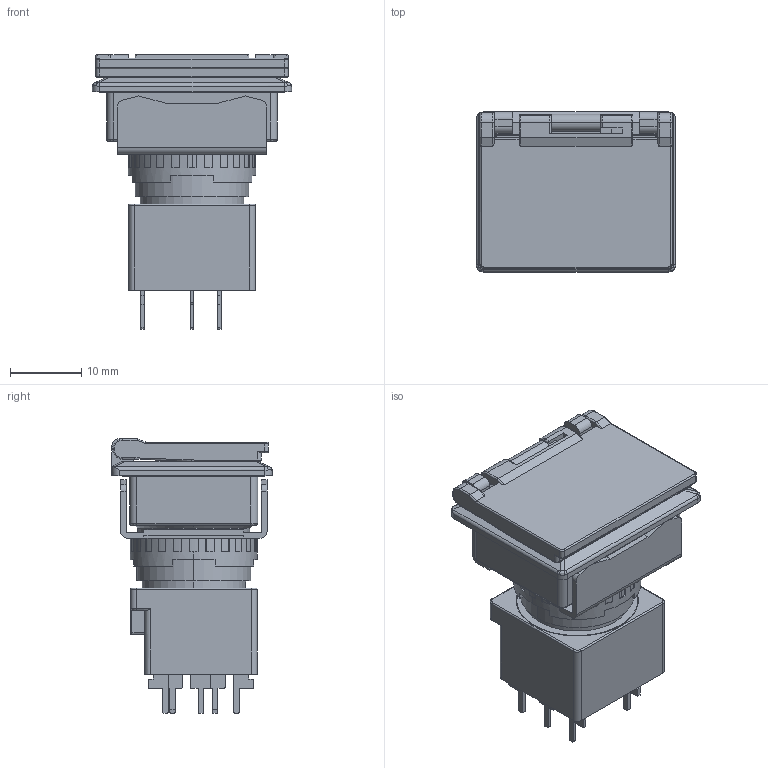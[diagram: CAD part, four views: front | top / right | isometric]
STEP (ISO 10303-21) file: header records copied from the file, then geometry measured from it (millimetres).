
FILE_DESCRIPTION (( 'STEP AP214' ), '1' );
FILE_NAME ('294_LB8GL-[M][A]1Tx[1][3][4]V$.STEP', '2020-09-25T02:32:37', ( 'IDEC' ), ( 'IDEC' ), 'SwSTEP 2.0', 'SolidWorks 2019', '' );
FILE_SCHEMA (( 'AUTOMOTIVE_DESIGN' ));
Length unit declared in the file: millimetre
Products named in the file (5): LB-OPERATOR-H; 294_LB8GL-[M][A]1Tx[1][3][4]V$; LB-T20V; LB-FL-G-BODY-H; LB-FL-NUT-SET
Assembly tree (4 placements, depth 2):
  294_LB8GL-[M][A]1Tx[1][3][4]V$
    LB-FL-G-BODY-H
    LB-OPERATOR-H
    LB-T20V
    LB-FL-NUT-SET
Bounding box: 28 x 22.5 x 38.6 mm (x, y, z)
Volume: 9641.6 mm3; surface area: 9224.9 mm2
Topology: 4 solids, 4 shells, 658 faces, 1720 edges, 1080 vertices
Faces by surface type: plane 358, cylinder 230, bspline 64, cone 6
Entity records: 21881 total; most frequent: CARTESIAN_POINT 5022, ORIENTED_EDGE 3428, DIRECTION 3245, EDGE_CURVE 1714, VECTOR 1131, LINE 1131, VERTEX_POINT 1080, AXIS2_PLACEMENT_3D 1057
